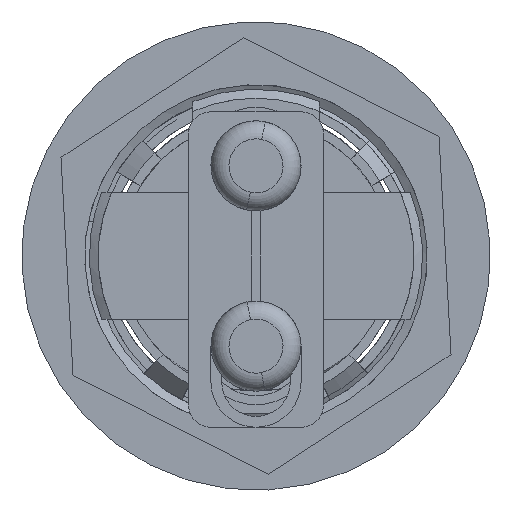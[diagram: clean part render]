
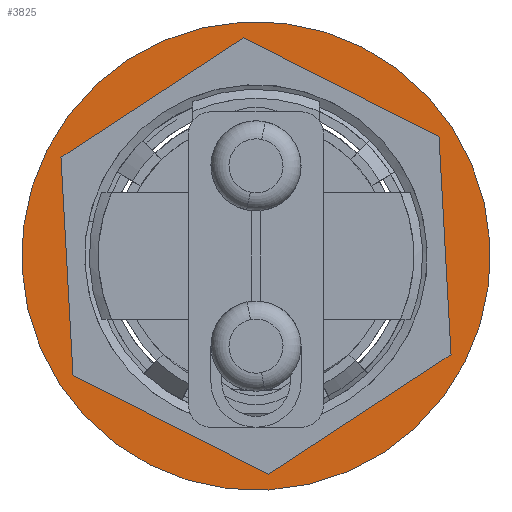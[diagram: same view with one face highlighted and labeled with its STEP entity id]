
A CAD part, front view. The second image highlights one B-rep face of the part: STEP entity #3825.
In plain terms, the highlighted face is planar.
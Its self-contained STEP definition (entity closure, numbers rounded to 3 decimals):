
#1354 = EDGE_CURVE ( 'NONE', #3631, #79429, #50769, .T. ) ;
#1372 = CARTESIAN_POINT ( 'NONE',  ( -24.249, 3., 0.002 ) ) ;
#3631 = VERTEX_POINT ( 'NONE', #52807 ) ;
#3825 = ADVANCED_FACE ( 'NONE', ( #79408, #54029 ), #34390, .T. ) ;
#5460 = VERTEX_POINT ( 'NONE', #14858 ) ;
#7023 = CARTESIAN_POINT ( 'NONE',  ( 12.126, 3., 20.999 ) ) ;
#7462 = VERTEX_POINT ( 'NONE', #69017 ) ;
#7581 = VECTOR ( 'NONE', #80078, 1000. ) ;
#10940 = DIRECTION ( 'NONE',  ( -0.5, 0., 0.866 ) ) ;
#12083 = VECTOR ( 'NONE', #10940, 1000. ) ;
#14359 = DIRECTION ( 'NONE',  ( 0.5, 0., -0.866 ) ) ;
#14858 = CARTESIAN_POINT ( 'NONE',  ( -12.123, 3., 21.001 ) ) ;
#16271 = CARTESIAN_POINT ( 'NONE',  ( 0., 3., 0. ) ) ;
#20124 = CARTESIAN_POINT ( 'NONE',  ( 0., 3., 0. ) ) ;
#21033 = CARTESIAN_POINT ( 'NONE',  ( 0., 3., 26. ) ) ;
#21373 = EDGE_CURVE ( 'NONE', #5460, #3631, #40655, .T. ) ;
#23668 = AXIS2_PLACEMENT_3D ( 'NONE', #48297, #34797, #53616 ) ;
#24414 = CARTESIAN_POINT ( 'NONE',  ( 24.249, 3., -0.002 ) ) ;
#24492 = ORIENTED_EDGE ( 'NONE', *, *, #65675, .T. ) ;
#24834 = CARTESIAN_POINT ( 'NONE',  ( 12.123, 3., -21.001 ) ) ;
#25824 = VECTOR ( 'NONE', #62503, 1000. ) ;
#27054 = DIRECTION ( 'NONE',  ( 0., 1., 0. ) ) ;
#27783 = ORIENTED_EDGE ( 'NONE', *, *, #67366, .F. ) ;
#29486 = CARTESIAN_POINT ( 'NONE',  ( 24.249, 3., -0.002 ) ) ;
#31459 = EDGE_LOOP ( 'NONE', ( #42418, #24492 ) ) ;
#34390 = PLANE ( 'NONE',  #23668 ) ;
#34797 = DIRECTION ( 'NONE',  ( 0., 1., 0. ) ) ;
#35152 = CARTESIAN_POINT ( 'NONE',  ( -24.249, 3., 0.002 ) ) ;
#36796 = VECTOR ( 'NONE', #14359, 1000. ) ;
#36806 = EDGE_CURVE ( 'NONE', #78963, #73127, #72714, .T. ) ;
#39950 = VECTOR ( 'NONE', #40253, 1000. ) ;
#40253 = DIRECTION ( 'NONE',  ( 1., 0., 0. ) ) ;
#40655 = LINE ( 'NONE', #46393, #39950 ) ;
#42418 = ORIENTED_EDGE ( 'NONE', *, *, #52848, .T. ) ;
#43396 = VERTEX_POINT ( 'NONE', #21033 ) ;
#43781 = ORIENTED_EDGE ( 'NONE', *, *, #61620, .F. ) ;
#45876 = DIRECTION ( 'NONE',  ( 0., 0., 1. ) ) ;
#46393 = CARTESIAN_POINT ( 'NONE',  ( -12.123, 3., 21.001 ) ) ;
#47021 = LINE ( 'NONE', #35152, #76751 ) ;
#47403 = ORIENTED_EDGE ( 'NONE', *, *, #1354, .F. ) ;
#48027 = CIRCLE ( 'NONE', #51935, 26. ) ;
#48297 = CARTESIAN_POINT ( 'NONE',  ( 0., 3., 0. ) ) ;
#50205 = LINE ( 'NONE', #29486, #25824 ) ;
#50769 = LINE ( 'NONE', #7023, #36796 ) ;
#51935 = AXIS2_PLACEMENT_3D ( 'NONE', #20124, #27054, #45876 ) ;
#52807 = CARTESIAN_POINT ( 'NONE',  ( 12.126, 3., 20.999 ) ) ;
#52848 = EDGE_CURVE ( 'NONE', #70043, #43396, #66494, .T. ) ;
#53616 = DIRECTION ( 'NONE',  ( 0., 0., 1. ) ) ;
#53796 = EDGE_CURVE ( 'NONE', #7462, #78963, #73132, .T. ) ;
#53900 = DIRECTION ( 'NONE',  ( 0., 1., 0. ) ) ;
#54029 = FACE_OUTER_BOUND ( 'NONE', #31459, .T. ) ;
#54297 = ORIENTED_EDGE ( 'NONE', *, *, #53796, .F. ) ;
#55571 = EDGE_LOOP ( 'NONE', ( #47403, #68750, #43781, #60542, #54297, #27783 ) ) ;
#60542 = ORIENTED_EDGE ( 'NONE', *, *, #36806, .F. ) ;
#61620 = EDGE_CURVE ( 'NONE', #73127, #5460, #47021, .T. ) ;
#62503 = DIRECTION ( 'NONE',  ( -0.5, 0., -0.866 ) ) ;
#65675 = EDGE_CURVE ( 'NONE', #43396, #70043, #48027, .T. ) ;
#65768 = DIRECTION ( 'NONE',  ( 0., 0., 1. ) ) ;
#65828 = CARTESIAN_POINT ( 'NONE',  ( 0., 3., -26. ) ) ;
#66494 = CIRCLE ( 'NONE', #76952, 26. ) ;
#67366 = EDGE_CURVE ( 'NONE', #79429, #7462, #50205, .T. ) ;
#68750 = ORIENTED_EDGE ( 'NONE', *, *, #21373, .F. ) ;
#69017 = CARTESIAN_POINT ( 'NONE',  ( 12.123, 3., -21.001 ) ) ;
#70043 = VERTEX_POINT ( 'NONE', #65828 ) ;
#72714 = LINE ( 'NONE', #78445, #12083 ) ;
#73127 = VERTEX_POINT ( 'NONE', #1372 ) ;
#73132 = LINE ( 'NONE', #24834, #7581 ) ;
#75534 = CARTESIAN_POINT ( 'NONE',  ( -12.126, 3., -20.999 ) ) ;
#76751 = VECTOR ( 'NONE', #78125, 1000. ) ;
#76952 = AXIS2_PLACEMENT_3D ( 'NONE', #16271, #53900, #65768 ) ;
#78125 = DIRECTION ( 'NONE',  ( 0.5, 0., 0.866 ) ) ;
#78445 = CARTESIAN_POINT ( 'NONE',  ( -12.126, 3., -20.999 ) ) ;
#78963 = VERTEX_POINT ( 'NONE', #75534 ) ;
#79408 = FACE_BOUND ( 'NONE', #55571, .T. ) ;
#79429 = VERTEX_POINT ( 'NONE', #24414 ) ;
#80078 = DIRECTION ( 'NONE',  ( -1., 0., 0. ) ) ;
